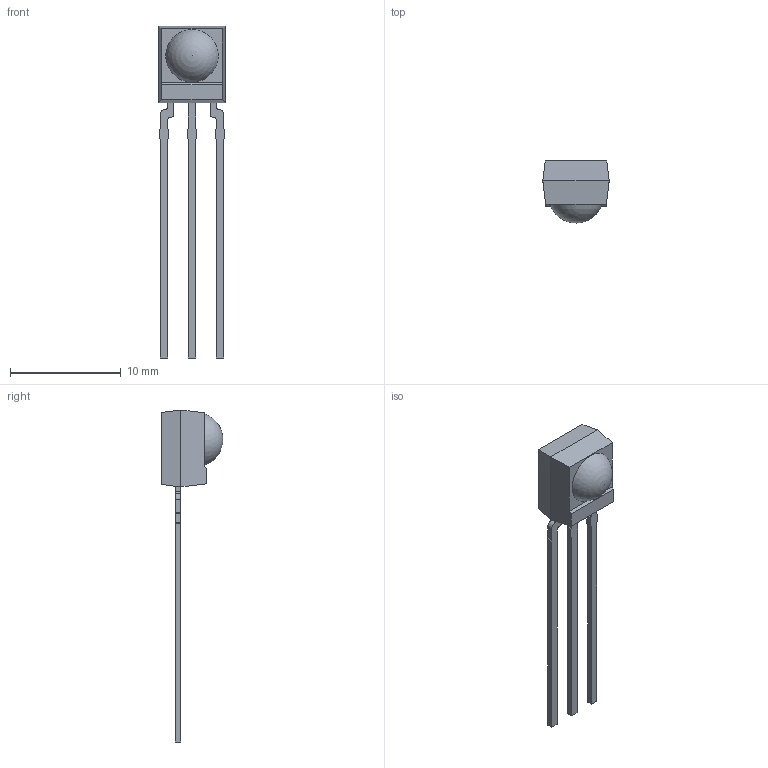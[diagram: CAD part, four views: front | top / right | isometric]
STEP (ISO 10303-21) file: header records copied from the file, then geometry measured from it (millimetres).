
FILE_DESCRIPTION(('STEP AP214'), '1');
FILE_NAME('TSOP_IR', '2016-05-29T02:12:21', ('Nobody'), (''), 'ASCON STEP Converter 1.3', 'ASCON Math Kernel', '');
FILE_SCHEMA(('AUTOMOTIVE_DESIGN { 1 0 10303 214 3 1 1}'));
Length unit declared in the file: millimetre
Bounding box: 6 x 5.6 x 30 mm (x, y, z)
Volume: 195.1 mm3; surface area: 354.6 mm2
Topology: 4 solids, 4 shells, 69 faces, 179 edges, 118 vertices
Faces by surface type: plane 60, cylinder 8, sphere 1
Entity records: 2678 total; most frequent: CARTESIAN_POINT 364, ORIENTED_EDGE 354, DIRECTION 334, EDGE_CURVE 177, LINE 160, VECTOR 160, VERTEX_POINT 117, AXIS2_PLACEMENT_3D 87
